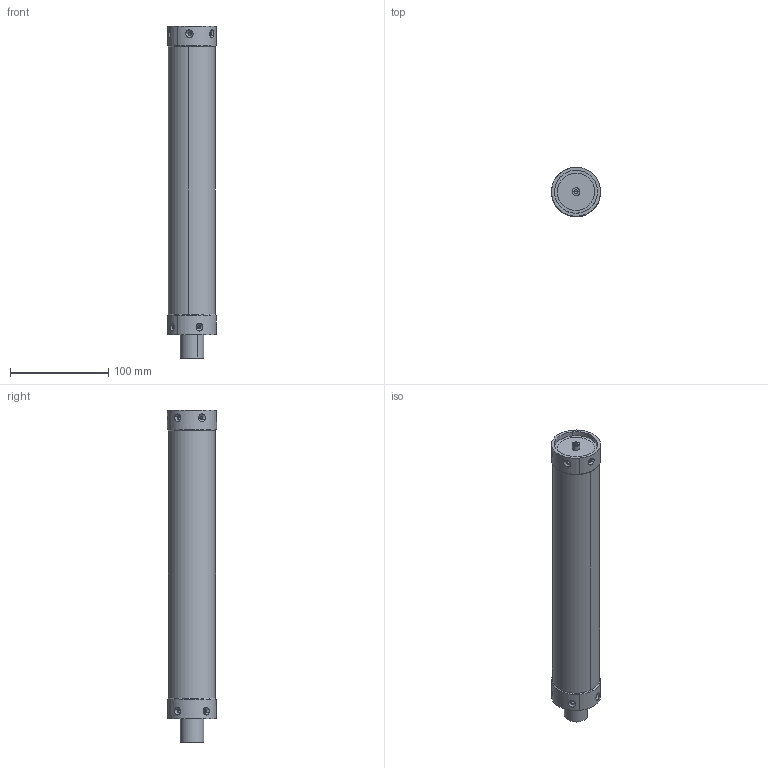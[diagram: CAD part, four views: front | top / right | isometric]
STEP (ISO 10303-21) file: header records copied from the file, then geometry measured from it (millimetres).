
FILE_DESCRIPTION(('CATIA V5 STEP Exchange'),'2;1');
FILE_NAME('SRP_Engine_Assembily.stp','2021-02-20T10:18:50+00:00',('none'),('none'),'CATIA Version 5 Release 21 GA (IN-10)','CATIA V5 STEP AP203','none');
FILE_SCHEMA(('CONFIG_CONTROL_DESIGN'));
Length unit declared in the file: millimetre
Products named in the file (1): Product6
Assembly tree (3 placements, depth 2):
  Product6
    #58
    #1097
    #3119
Bounding box: 49.97 x 50 x 338.5 mm (x, y, z)
Volume: 135615 mm3; surface area: 108854.7 mm2
Topology: 3 solids, 3 shells, 129 faces, 336 edges, 206 vertices
Faces by surface type: cylinder 74, cone 42, plane 13
Entity records: 4385 total; most frequent: CARTESIAN_POINT 1590, ORIENTED_EDGE 648, DIRECTION 364, EDGE_CURVE 324, VERTEX_POINT 206, AXIS2_PLACEMENT_3D 174, EDGE_LOOP 172, ADVANCED_FACE 129
